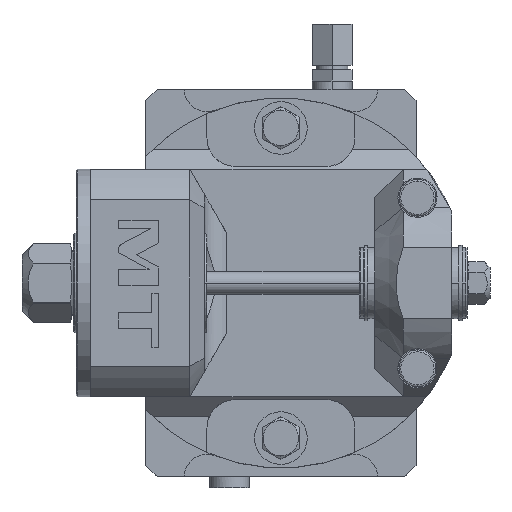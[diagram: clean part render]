
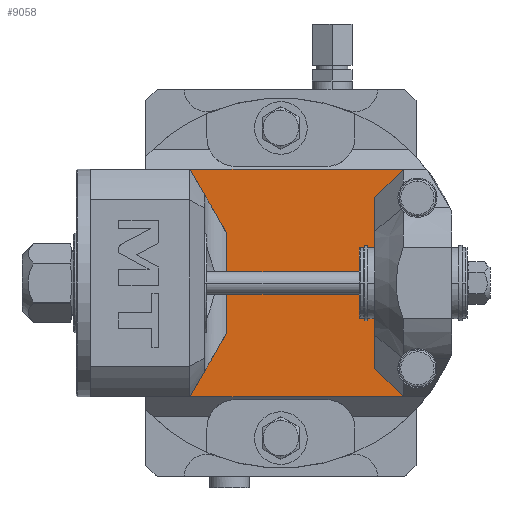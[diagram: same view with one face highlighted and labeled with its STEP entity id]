
A CAD part, left-side view. The second image highlights one B-rep face of the part: STEP entity #9058.
In plain terms, the highlighted planar face has unit normal (-1, 0, 0).
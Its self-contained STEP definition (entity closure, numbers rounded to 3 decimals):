
#175=CARTESIAN_POINT('',(-45.5,0.,0.));
#176=DIRECTION('',(-1.,0.,0.));
#177=DIRECTION('',(0.,-0.789,0.614));
#178=AXIS2_PLACEMENT_3D('',#175,#176,#177);
#259=CARTESIAN_POINT('',(-45.5,0.,0.));
#260=DIRECTION('',(-1.,0.,0.));
#261=DIRECTION('',(0.,-0.788,-0.615));
#262=AXIS2_PLACEMENT_3D('',#259,#260,#261);
#2040=DIRECTION('',(0.,0.,-1.));
#2041=VECTOR('',#2040,59.8);
#2042=CARTESIAN_POINT('',(-45.5,-33.,29.9));
#2043=LINE('',#2042,#2041);
#2044=DIRECTION('',(0.,0.707,0.707));
#2045=VECTOR('',#2044,14.142);
#2046=CARTESIAN_POINT('',(-45.5,-43.,-39.9));
#2047=LINE('',#2046,#2045);
#2048=DIRECTION('',(0.,1.,0.));
#2049=VECTOR('',#2048,8.313);
#2050=CARTESIAN_POINT('',(-45.5,-51.313,-39.9));
#2051=LINE('',#2050,#2049);
#2052=DIRECTION('',(0.,1.,0.));
#2053=VECTOR('',#2052,83.235);
#2054=CARTESIAN_POINT('',(-45.5,-51.235,-40.));
#2055=LINE('',#2054,#2053);
#2056=DIRECTION('',(0.,0.5,-0.866));
#2057=VECTOR('',#2056,26.);
#2058=CARTESIAN_POINT('',(-45.5,19.,-17.483));
#2059=LINE('',#2058,#2057);
#2060=DIRECTION('',(0.,0.,1.));
#2061=VECTOR('',#2060,34.967);
#2062=CARTESIAN_POINT('',(-45.5,19.,-17.483));
#2063=LINE('',#2062,#2061);
#2064=DIRECTION('',(0.,-0.5,-0.866));
#2065=VECTOR('',#2064,26.);
#2066=CARTESIAN_POINT('',(-45.5,32.,40.));
#2067=LINE('',#2066,#2065);
#2068=DIRECTION('',(0.,-1.,0.));
#2069=VECTOR('',#2068,83.235);
#2070=CARTESIAN_POINT('',(-45.5,32.,40.));
#2071=LINE('',#2070,#2069);
#2072=DIRECTION('',(0.,1.,0.));
#2073=VECTOR('',#2072,8.313);
#2074=CARTESIAN_POINT('',(-45.5,-51.313,39.9));
#2075=LINE('',#2074,#2073);
#2076=DIRECTION('',(0.,-0.707,0.707));
#2077=VECTOR('',#2076,14.142);
#2078=CARTESIAN_POINT('',(-45.5,-33.,29.9));
#2079=LINE('',#2078,#2077);
#3005=CARTESIAN_POINT('',(-45.5,19.,17.483));
#3021=CARTESIAN_POINT('',(-45.5,19.,-17.483));
#5323=CARTESIAN_POINT('',(-45.5,-51.235,-40.));
#5324=VERTEX_POINT('',#5323);
#5325=CARTESIAN_POINT('',(-45.5,-51.235,40.));
#5326=VERTEX_POINT('',#5325);
#5342=CARTESIAN_POINT('',(-45.5,32.,40.));
#5344=VERTEX_POINT('',#5342);
#5346=CARTESIAN_POINT('',(-45.5,32.,-40.));
#5348=VERTEX_POINT('',#5346);
#5357=VERTEX_POINT('',#3005);
#5358=VERTEX_POINT('',#3021);
#5409=CARTESIAN_POINT('',(-45.5,-33.,29.9));
#5410=CARTESIAN_POINT('',(-45.5,-33.,-29.9));
#5411=VERTEX_POINT('',#5409);
#5412=VERTEX_POINT('',#5410);
#5413=CARTESIAN_POINT('',(-45.5,-51.313,-39.9));
#5414=CARTESIAN_POINT('',(-45.5,-43.,-39.9));
#5415=VERTEX_POINT('',#5413);
#5416=VERTEX_POINT('',#5414);
#5417=CARTESIAN_POINT('',(-45.5,-51.313,39.9));
#5418=CARTESIAN_POINT('',(-45.5,-43.,39.9));
#5419=VERTEX_POINT('',#5417);
#5420=VERTEX_POINT('',#5418);
#9033=CARTESIAN_POINT('',(-45.5,0.,0.));
#9034=DIRECTION('',(-1.,0.,0.));
#9035=DIRECTION('',(0.,1.,0.));
#9036=AXIS2_PLACEMENT_3D('',#9033,#9034,#9035);
#9037=PLANE('',#9036);
#9039=ORIENTED_EDGE('',*,*,#9038,.T.);
#9041=ORIENTED_EDGE('',*,*,#9040,.F.);
#9043=ORIENTED_EDGE('',*,*,#9042,.F.);
#9044=ORIENTED_EDGE('',*,*,#6685,.F.);
#9045=ORIENTED_EDGE('',*,*,#8947,.T.);
#9046=ORIENTED_EDGE('',*,*,#8970,.F.);
#9048=ORIENTED_EDGE('',*,*,#9047,.T.);
#9049=ORIENTED_EDGE('',*,*,#9023,.F.);
#9050=ORIENTED_EDGE('',*,*,#8772,.T.);
#9051=ORIENTED_EDGE('',*,*,#6605,.F.);
#9053=ORIENTED_EDGE('',*,*,#9052,.T.);
#9055=ORIENTED_EDGE('',*,*,#9054,.F.);
#9056=EDGE_LOOP('',(#9039,#9041,#9043,#9044,#9045,#9046,#9048,#9049,#9050,#9051,
#9053,#9055));
#9057=FACE_OUTER_BOUND('',#9056,.F.);
#9058=ADVANCED_FACE('',(#9057),#9037,.T.);
#179=CIRCLE('',#178,65.);
#263=CIRCLE('',#262,65.);
#6605=EDGE_CURVE('',#5419,#5326,#179,.T.);
#6685=EDGE_CURVE('',#5324,#5415,#263,.T.);
#8772=EDGE_CURVE('',#5344,#5326,#2071,.T.);
#8947=EDGE_CURVE('',#5324,#5348,#2055,.T.);
#8970=EDGE_CURVE('',#5358,#5348,#2059,.T.);
#9023=EDGE_CURVE('',#5344,#5357,#2067,.T.);
#9038=EDGE_CURVE('',#5411,#5412,#2043,.T.);
#9040=EDGE_CURVE('',#5416,#5412,#2047,.T.);
#9042=EDGE_CURVE('',#5415,#5416,#2051,.T.);
#9047=EDGE_CURVE('',#5358,#5357,#2063,.T.);
#9052=EDGE_CURVE('',#5419,#5420,#2075,.T.);
#9054=EDGE_CURVE('',#5411,#5420,#2079,.T.);
